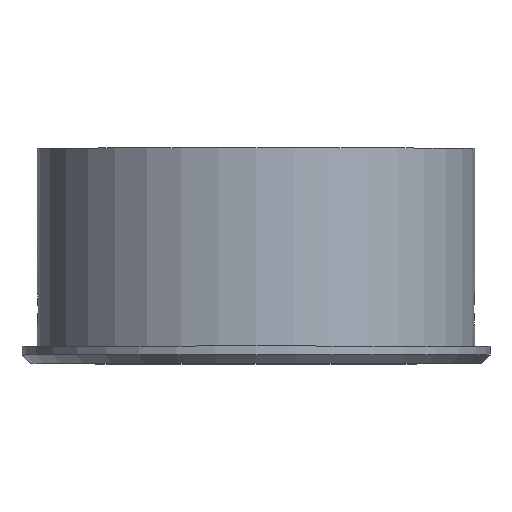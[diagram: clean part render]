
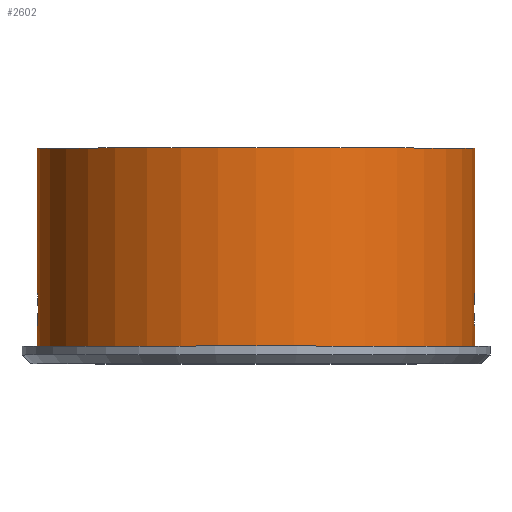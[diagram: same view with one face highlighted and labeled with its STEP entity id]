
A CAD part, top view. The second image highlights one B-rep face of the part: STEP entity #2602.
In plain terms, the highlighted cylindrical face has radius 50.5 mm (diameter 101 mm), a full revolution.
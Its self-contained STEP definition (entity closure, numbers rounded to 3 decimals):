
#29=B_SPLINE_CURVE_WITH_KNOTS('',3,(#4434,#4435,#4436,#4437,#4438,#4439,
#4440,#4441,#4442,#4443,#4444,#4445,#4446,#4447,#4448,#4449,#4450,#4451,
#4452,#4453,#4454,#4455,#4456,#4457,#4458,#4459),.UNSPECIFIED.,.F.,.F.,
(4,2,2,2,2,2,2,2,2,2,2,2,4),(0.,0.17,0.339,0.509,
0.678,0.848,1.018,1.187,1.357,
1.526,1.696,1.866,2.035),
 .UNSPECIFIED.);
#30=B_SPLINE_CURVE_WITH_KNOTS('',3,(#4460,#4461,#4462,#4463,#4464,#4465,
#4466,#4467,#4468,#4469),.UNSPECIFIED.,.F.,.F.,(4,2,2,2,4),(2.035,
2.205,2.374,2.544,2.714),
 .UNSPECIFIED.);
#31=B_SPLINE_CURVE_WITH_KNOTS('',3,(#4473,#4474,#4475,#4476,#4477,#4478,
#4479,#4480,#4481,#4482),.UNSPECIFIED.,.F.,.F.,(4,2,2,2,4),(0.,0.17,
0.339,0.509,0.678),.UNSPECIFIED.);
#32=B_SPLINE_CURVE_WITH_KNOTS('',3,(#4483,#4484,#4485,#4486,#4487,#4488,
#4489,#4490,#4491,#4492,#4493,#4494,#4495,#4496,#4497,#4498,#4499,#4500,
#4501,#4502,#4503,#4504,#4505,#4506,#4507,#4508),.UNSPECIFIED.,.F.,.F.,
(4,2,2,2,2,2,2,2,2,2,2,2,4),(0.678,0.848,1.018,
1.187,1.357,1.526,1.696,1.866,
2.035,2.205,2.374,2.544,2.714),
 .UNSPECIFIED.);
#79=CYLINDRICAL_SURFACE('',#2847,50.5);
#92=FACE_BOUND('',#468,.T.);
#93=FACE_BOUND('',#469,.T.);
#317=FACE_OUTER_BOUND('',#467,.T.);
#467=EDGE_LOOP('',(#2440,#2441,#2442,#2443));
#468=EDGE_LOOP('',(#2444,#2445));
#469=EDGE_LOOP('',(#2446,#2447));
#733=LINE('',#4515,#997);
#997=VECTOR('',#3575,50.5);
#1091=CIRCLE('',#2846,50.5);
#1092=CIRCLE('',#2848,50.5);
#1335=VERTEX_POINT('',#4432);
#1336=VERTEX_POINT('',#4433);
#1337=VERTEX_POINT('',#4470);
#1338=VERTEX_POINT('',#4472);
#1339=VERTEX_POINT('',#4510);
#1340=VERTEX_POINT('',#4513);
#1705=EDGE_CURVE('',#1335,#1336,#29,.T.);
#1706=EDGE_CURVE('',#1336,#1335,#30,.T.);
#1708=EDGE_CURVE('',#1338,#1337,#31,.T.);
#1709=EDGE_CURVE('',#1337,#1338,#32,.T.);
#1710=EDGE_CURVE('',#1339,#1339,#1091,.T.);
#1711=EDGE_CURVE('',#1340,#1340,#1092,.T.);
#1712=EDGE_CURVE('',#1340,#1339,#733,.T.);
#2440=ORIENTED_EDGE('',*,*,#1711,.F.);
#2441=ORIENTED_EDGE('',*,*,#1712,.T.);
#2442=ORIENTED_EDGE('',*,*,#1710,.T.);
#2443=ORIENTED_EDGE('',*,*,#1712,.F.);
#2444=ORIENTED_EDGE('',*,*,#1708,.T.);
#2445=ORIENTED_EDGE('',*,*,#1709,.T.);
#2446=ORIENTED_EDGE('',*,*,#1705,.T.);
#2447=ORIENTED_EDGE('',*,*,#1706,.T.);
#2602=ADVANCED_FACE('',(#317,#92,#93),#79,.T.);
#2846=AXIS2_PLACEMENT_3D('',#4511,#3569,#3570);
#2847=AXIS2_PLACEMENT_3D('',#4512,#3571,#3572);
#2848=AXIS2_PLACEMENT_3D('',#4514,#3573,#3574);
#3569=DIRECTION('center_axis',(0.,1.,0.));
#3570=DIRECTION('ref_axis',(1.,0.,0.));
#3571=DIRECTION('center_axis',(0.,1.,0.));
#3572=DIRECTION('ref_axis',(0.,0.,1.));
#3573=DIRECTION('center_axis',(0.,1.,0.));
#3574=DIRECTION('ref_axis',(1.,0.,0.));
#3575=DIRECTION('',(0.,-1.,0.));
#4432=CARTESIAN_POINT('',(-50.299,8.5,-4.5));
#4433=CARTESIAN_POINT('',(-50.5,4.,0.));
#4434=CARTESIAN_POINT('Ctrl Pts',(-50.299,8.5,-4.5));
#4435=CARTESIAN_POINT('Ctrl Pts',(-50.299,9.065,-4.5));
#4436=CARTESIAN_POINT('Ctrl Pts',(-50.31,9.668,-4.387));
#4437=CARTESIAN_POINT('Ctrl Pts',(-50.348,10.777,-3.928));
#4438=CARTESIAN_POINT('Ctrl Pts',(-50.374,11.283,-3.581));
#4439=CARTESIAN_POINT('Ctrl Pts',(-50.425,12.081,-2.783));
#4440=CARTESIAN_POINT('Ctrl Pts',(-50.452,12.428,-2.277));
#4441=CARTESIAN_POINT('Ctrl Pts',(-50.49,12.887,-1.168));
#4442=CARTESIAN_POINT('Ctrl Pts',(-50.5,13.,-0.565));
#4443=CARTESIAN_POINT('Ctrl Pts',(-50.5,13.,0.565));
#4444=CARTESIAN_POINT('Ctrl Pts',(-50.49,12.887,1.168));
#4445=CARTESIAN_POINT('Ctrl Pts',(-50.452,12.428,2.277));
#4446=CARTESIAN_POINT('Ctrl Pts',(-50.425,12.081,2.783));
#4447=CARTESIAN_POINT('Ctrl Pts',(-50.374,11.283,3.581));
#4448=CARTESIAN_POINT('Ctrl Pts',(-50.348,10.777,3.928));
#4449=CARTESIAN_POINT('Ctrl Pts',(-50.31,9.668,4.387));
#4450=CARTESIAN_POINT('Ctrl Pts',(-50.299,9.065,4.5));
#4451=CARTESIAN_POINT('Ctrl Pts',(-50.299,7.935,4.5));
#4452=CARTESIAN_POINT('Ctrl Pts',(-50.31,7.332,4.387));
#4453=CARTESIAN_POINT('Ctrl Pts',(-50.348,6.223,3.928));
#4454=CARTESIAN_POINT('Ctrl Pts',(-50.374,5.717,3.581));
#4455=CARTESIAN_POINT('Ctrl Pts',(-50.425,4.919,2.783));
#4456=CARTESIAN_POINT('Ctrl Pts',(-50.452,4.572,2.277));
#4457=CARTESIAN_POINT('Ctrl Pts',(-50.49,4.113,1.168));
#4458=CARTESIAN_POINT('Ctrl Pts',(-50.5,4.,0.565));
#4459=CARTESIAN_POINT('Ctrl Pts',(-50.5,4.,0.));
#4460=CARTESIAN_POINT('Ctrl Pts',(-50.5,4.,0.));
#4461=CARTESIAN_POINT('Ctrl Pts',(-50.5,4.,-0.565));
#4462=CARTESIAN_POINT('Ctrl Pts',(-50.49,4.113,-1.168));
#4463=CARTESIAN_POINT('Ctrl Pts',(-50.452,4.572,-2.277));
#4464=CARTESIAN_POINT('Ctrl Pts',(-50.425,4.919,-2.783));
#4465=CARTESIAN_POINT('Ctrl Pts',(-50.374,5.717,-3.581));
#4466=CARTESIAN_POINT('Ctrl Pts',(-50.348,6.223,-3.928));
#4467=CARTESIAN_POINT('Ctrl Pts',(-50.31,7.332,-4.387));
#4468=CARTESIAN_POINT('Ctrl Pts',(-50.299,7.935,-4.5));
#4469=CARTESIAN_POINT('Ctrl Pts',(-50.299,8.5,-4.5));
#4470=CARTESIAN_POINT('',(50.5,4.,0.));
#4472=CARTESIAN_POINT('',(50.299,8.5,-4.5));
#4473=CARTESIAN_POINT('Ctrl Pts',(50.299,8.5,-4.5));
#4474=CARTESIAN_POINT('Ctrl Pts',(50.299,7.935,-4.5));
#4475=CARTESIAN_POINT('Ctrl Pts',(50.31,7.332,-4.387));
#4476=CARTESIAN_POINT('Ctrl Pts',(50.348,6.223,-3.928));
#4477=CARTESIAN_POINT('Ctrl Pts',(50.374,5.717,-3.581));
#4478=CARTESIAN_POINT('Ctrl Pts',(50.425,4.919,-2.783));
#4479=CARTESIAN_POINT('Ctrl Pts',(50.452,4.572,-2.277));
#4480=CARTESIAN_POINT('Ctrl Pts',(50.49,4.113,-1.168));
#4481=CARTESIAN_POINT('Ctrl Pts',(50.5,4.,-0.565));
#4482=CARTESIAN_POINT('Ctrl Pts',(50.5,4.,0.));
#4483=CARTESIAN_POINT('Ctrl Pts',(50.5,4.,0.));
#4484=CARTESIAN_POINT('Ctrl Pts',(50.5,4.,0.565));
#4485=CARTESIAN_POINT('Ctrl Pts',(50.49,4.113,1.168));
#4486=CARTESIAN_POINT('Ctrl Pts',(50.452,4.572,2.277));
#4487=CARTESIAN_POINT('Ctrl Pts',(50.425,4.919,2.783));
#4488=CARTESIAN_POINT('Ctrl Pts',(50.374,5.717,3.581));
#4489=CARTESIAN_POINT('Ctrl Pts',(50.348,6.223,3.928));
#4490=CARTESIAN_POINT('Ctrl Pts',(50.31,7.332,4.387));
#4491=CARTESIAN_POINT('Ctrl Pts',(50.299,7.935,4.5));
#4492=CARTESIAN_POINT('Ctrl Pts',(50.299,9.065,4.5));
#4493=CARTESIAN_POINT('Ctrl Pts',(50.31,9.668,4.387));
#4494=CARTESIAN_POINT('Ctrl Pts',(50.348,10.777,3.928));
#4495=CARTESIAN_POINT('Ctrl Pts',(50.374,11.283,3.581));
#4496=CARTESIAN_POINT('Ctrl Pts',(50.425,12.081,2.783));
#4497=CARTESIAN_POINT('Ctrl Pts',(50.452,12.428,2.277));
#4498=CARTESIAN_POINT('Ctrl Pts',(50.49,12.887,1.168));
#4499=CARTESIAN_POINT('Ctrl Pts',(50.5,13.,0.565));
#4500=CARTESIAN_POINT('Ctrl Pts',(50.5,13.,-0.565));
#4501=CARTESIAN_POINT('Ctrl Pts',(50.49,12.887,-1.168));
#4502=CARTESIAN_POINT('Ctrl Pts',(50.452,12.428,-2.277));
#4503=CARTESIAN_POINT('Ctrl Pts',(50.425,12.081,-2.783));
#4504=CARTESIAN_POINT('Ctrl Pts',(50.374,11.283,-3.581));
#4505=CARTESIAN_POINT('Ctrl Pts',(50.348,10.777,-3.928));
#4506=CARTESIAN_POINT('Ctrl Pts',(50.31,9.668,-4.387));
#4507=CARTESIAN_POINT('Ctrl Pts',(50.299,9.065,-4.5));
#4508=CARTESIAN_POINT('Ctrl Pts',(50.299,8.5,-4.5));
#4510=CARTESIAN_POINT('',(0.,0.,-50.5));
#4511=CARTESIAN_POINT('Origin',(0.,0.,0.));
#4512=CARTESIAN_POINT('Origin',(0.,22.861,0.));
#4513=CARTESIAN_POINT('',(0.,45.723,-50.5));
#4514=CARTESIAN_POINT('Origin',(0.,45.723,0.));
#4515=CARTESIAN_POINT('',(0.,22.861,-50.5));
